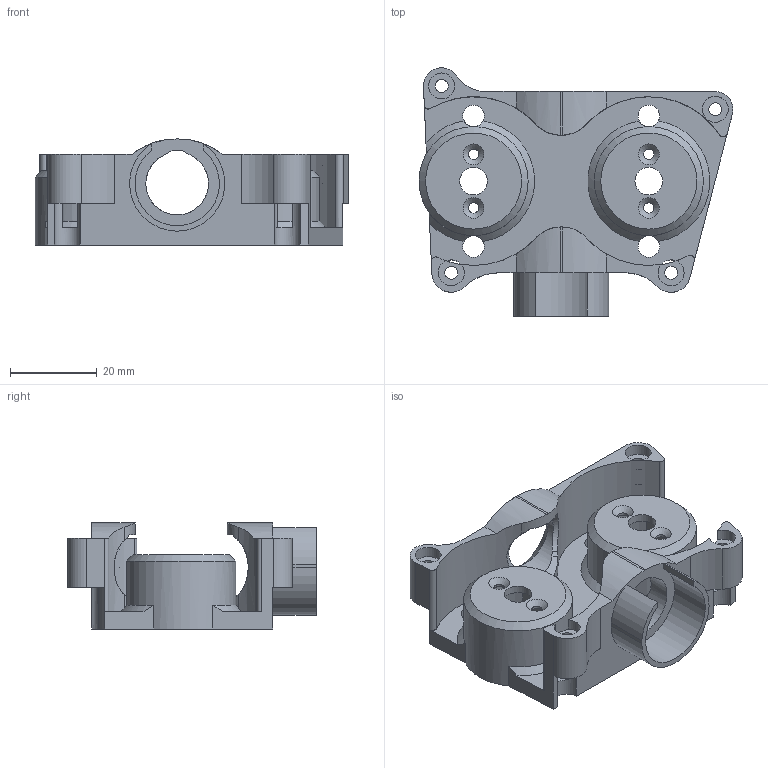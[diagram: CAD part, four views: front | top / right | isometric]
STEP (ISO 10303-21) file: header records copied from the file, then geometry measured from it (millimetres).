
FILE_DESCRIPTION(/* description */ (''),/* implementation_level */ '2;1');
FILE_NAME(/* name */ 'EV 40.5mm v4.0.step',/* time_stamp */ '2021-11-15T22:39:43-08:00',/* author */ (''),/* organization */ (''),/* preprocessor_version */ 'ST-DEVELOPER v18.1',/* originating_system */ 'Autodesk Translation Framework v10.10.0.1391',/* authorisation */ '');
FILE_SCHEMA (('AUTOMOTIVE_DESIGN { 1 0 10303 214 3 1 1 }'));
Length unit declared in the file: millimetre
Products named in the file (1): EV
Bounding box: 72.54 x 57.37 x 24.5 mm (x, y, z)
Volume: 22083 mm3; surface area: 17215.4 mm2
Topology: 1 solids, 1 shells, 412 faces, 1169 edges, 767 vertices
Faces by surface type: bspline 227, plane 106, cylinder 60, cone 19
Full cylindrical faces by diameter (mm): 2.4 x4, 3 x4, 5 x4, 6 x6, 6.4 x2, 25.2 x2
Entity records: 16158 total; most frequent: CARTESIAN_POINT 6866, ORIENTED_EDGE 2338, DIRECTION 1214, EDGE_CURVE 1169, VERTEX_POINT 767, LINE 514, VECTOR 514, B_SPLINE_CURVE_WITH_KNOTS 489
